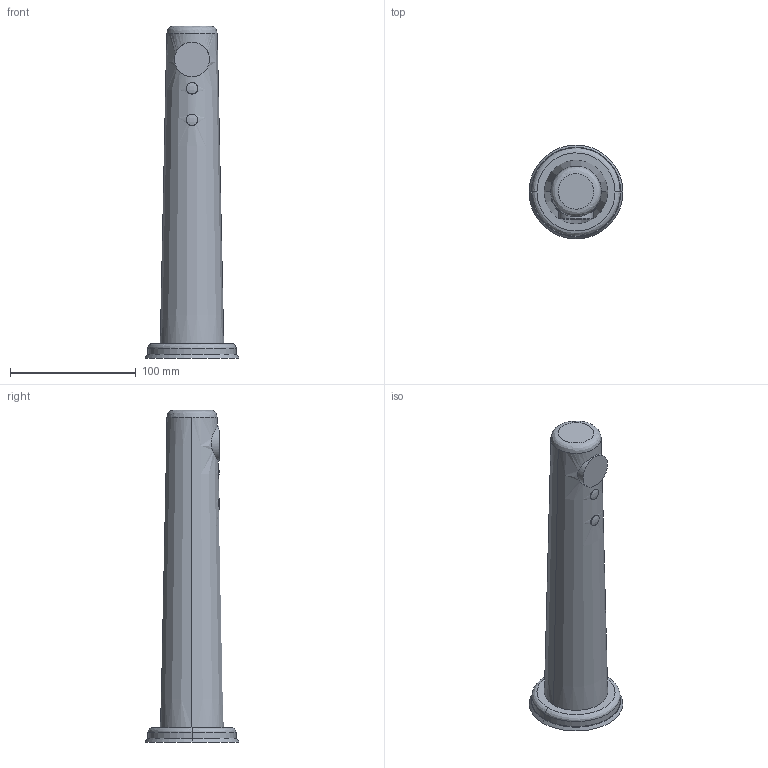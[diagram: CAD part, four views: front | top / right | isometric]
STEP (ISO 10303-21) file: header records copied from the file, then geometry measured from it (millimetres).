
FILE_DESCRIPTION (( 'STEP AP203' ), '1' );
FILE_NAME ('6189Z(2020)+00880019(2020).STEP', '2021-01-19T07:31:09', ( '' ), ( '' ), 'SwSTEP 2.0', 'SolidWorks 2016', '' );
FILE_SCHEMA (( 'CONFIG_CONTROL_DESIGN' ));
Length unit declared in the file: millimetre
Products named in the file (1): 6189Z(2020)+00880019(2020)
Bounding box: 74.5 x 74.5 x 263.5 mm (x, y, z)
Volume: 443835.7 mm3; surface area: 45811.8 mm2
Topology: 1 solids, 1 shells, 26 faces, 52 edges, 34 vertices
Faces by surface type: cone 12, bspline 5, plane 5, cylinder 4
Entity records: 1851 total; most frequent: CARTESIAN_POINT 1246, DIRECTION 108, ORIENTED_EDGE 104, EDGE_CURVE 52, AXIS2_PLACEMENT_3D 46, VERTEX_POINT 34, EDGE_LOOP 32, ADVANCED_FACE 26
